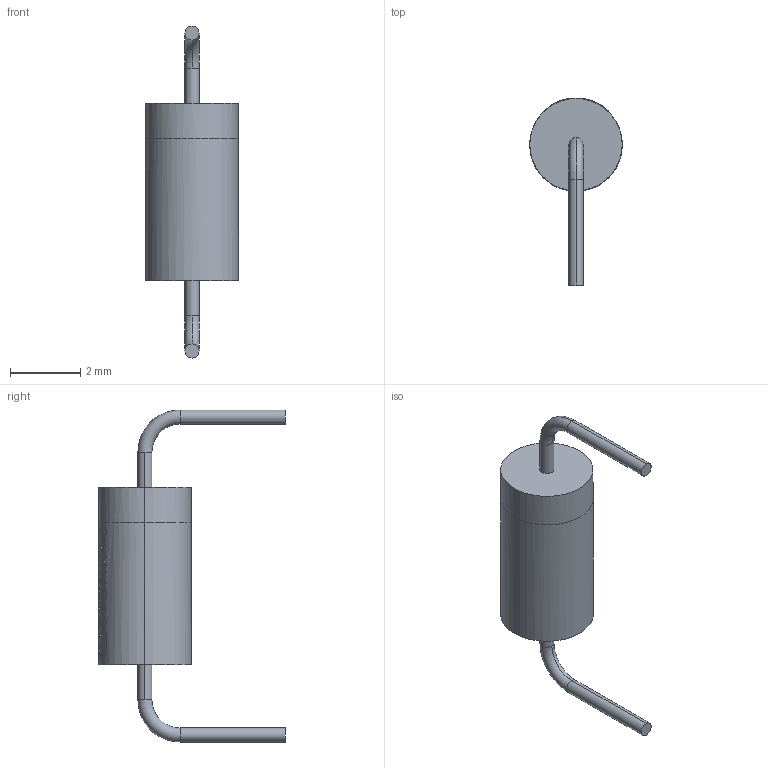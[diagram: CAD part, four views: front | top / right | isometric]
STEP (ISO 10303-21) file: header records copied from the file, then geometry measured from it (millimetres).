
FILE_DESCRIPTION (( 'STEP AP214' ), '1' );
FILE_NAME ('1N5927B(ON).STEP', '2024-03-08T14:17:54', ( '' ), ( '' ), 'SwSTEP 2.0', 'SolidWorks 2024', '' );
FILE_SCHEMA (( 'AUTOMOTIVE_DESIGN' ));
Length unit declared in the file: millimetre
Products named in the file (1): 1N5927B(ON)
Bounding box: 2.64 x 5.32 x 9.45 mm (x, y, z)
Volume: 29.6 mm3; surface area: 73.8 mm2
Topology: 2 solids, 2 shells, 574 faces, 1628 edges, 1082 vertices
Faces by surface type: plane 359, bspline 173, cylinder 38, torus 4
Entity records: 30617 total; most frequent: CARTESIAN_POINT 11647, ORIENTED_EDGE 3256, DIRECTION 1688, EDGE_CURVE 1628, VERTEX_POINT 1082, B_SPLINE_CURVE_WITH_KNOTS 822, VECTOR 620, LINE 620
